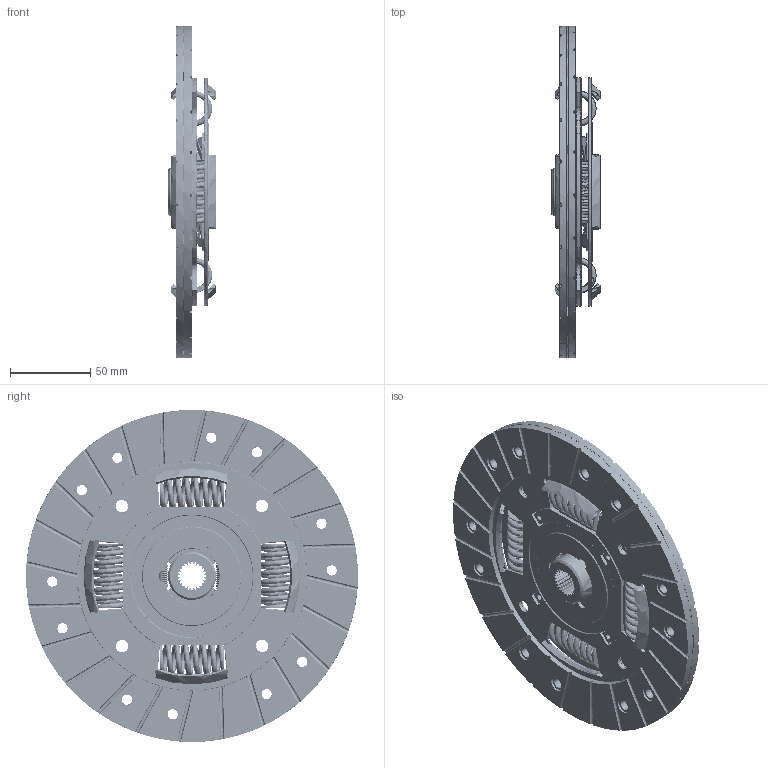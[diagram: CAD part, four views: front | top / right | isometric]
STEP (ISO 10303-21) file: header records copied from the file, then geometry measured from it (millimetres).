
FILE_DESCRIPTION(('FreeCAD Model'),'2;1');
FILE_NAME('Open CASCADE Shape Model','2025-04-17T10:48:39',('FreeCAD'),( 'FreeCAD'),'Open CASCADE STEP processor 7.6','FreeCAD','Unknown');
FILE_SCHEMA(('AUTOMOTIVE_DESIGN { 1 0 10303 214 1 1 1 1 }'));
Products named in the file (1): Open CASCADE STEP translator 7.6 1
Bounding box: 30.21 x 206.8 x 206.8 mm (x, y, z)
Surface area: 246477 mm2 (no closed solid volume)
Topology: 0 solids, 1266 shells, 1266 faces, 22534 edges, 22534 vertices
Faces by surface type: bspline 1266
Entity records: 215516 total; most frequent: CARTESIAN_POINT 120269, ORIENTED_EDGE 22534, EDGE_CURVE 22534, VERTEX_POINT 22534, B_SPLINE_CURVE_WITH_KNOTS 20536, FACE_BOUND 1462, EDGE_LOOP 1462, SHELL_BASED_SURFACE_MODEL 1266
